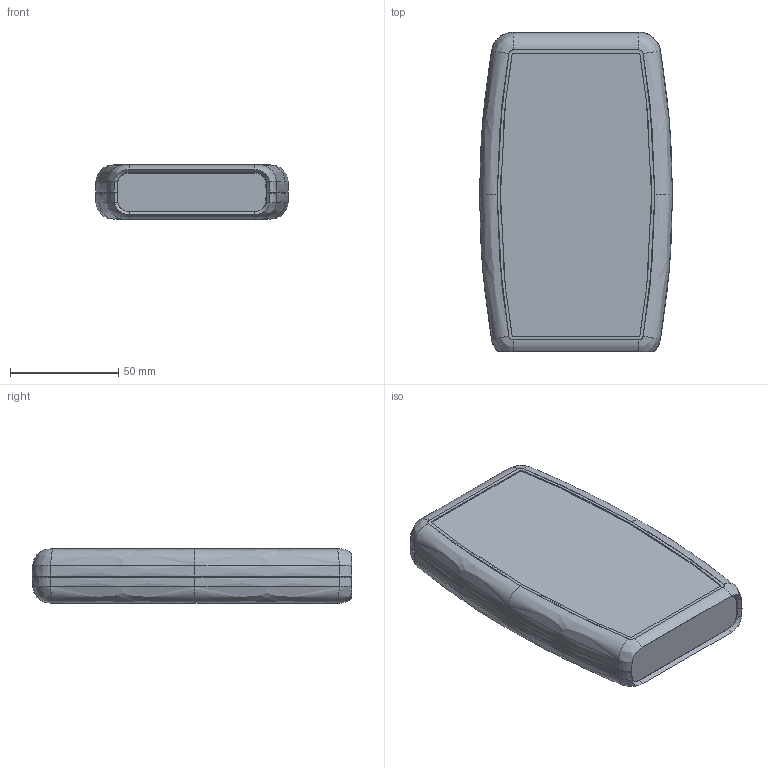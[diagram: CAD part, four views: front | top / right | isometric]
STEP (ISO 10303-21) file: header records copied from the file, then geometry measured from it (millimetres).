
FILE_DESCRIPTION(/* description */ (''),/* implementation_level */ '2;1');
FILE_NAME(/* name */ '1553D.iam.stp',/* time_stamp */ '2015-12-22T09:05:01-05:00',/* author */ ('rboehler'),/* organization */ (''),/* preprocessor_version */ 'ST-DEVELOPER v16.1',/* originating_system */ 'Autodesk Inventor 2016',/* authorisation */ '');
FILE_SCHEMA (('AUTOMOTIVE_DESIGN { 1 0 10303 214 3 1 1 }'));
Products named in the file (8): 1553D BOTTOM; 1553D TOP; 1553D FRONT PANEL; 1553D PCB; 1553D BOTTOM GRIP; 1553D TOP GRIP; #27940; 1553D
Assembly tree (6 placements, depth 2):
  #27940
  1553D
    1553D BOTTOM
    1553D TOP
    1553D FRONT PANEL
    1553D PCB
    1553D BOTTOM GRIP
    1553D TOP GRIP
Bounding box: 89 x 147.24 x 25 mm (x, y, z)
Volume: 104548.4 mm3; surface area: 108441.6 mm2
Topology: 12 solids, 12 shells, 776 faces, 2097 edges, 1386 vertices
Faces by surface type: plane 372, bspline 244, cone 88, cylinder 60, torus 8, sphere 4
Full cylindrical faces by diameter (mm): 2 x14, 2.25 x4, 2.845 x4, 3 x4, 3.2 x8, 6 x4
Entity records: 27935 total; most frequent: CARTESIAN_POINT 12790, ORIENTED_EDGE 3500, DIRECTION 2230, EDGE_CURVE 1750, VERTEX_POINT 1196, EDGE_LOOP 836, LINE 786, VECTOR 786
